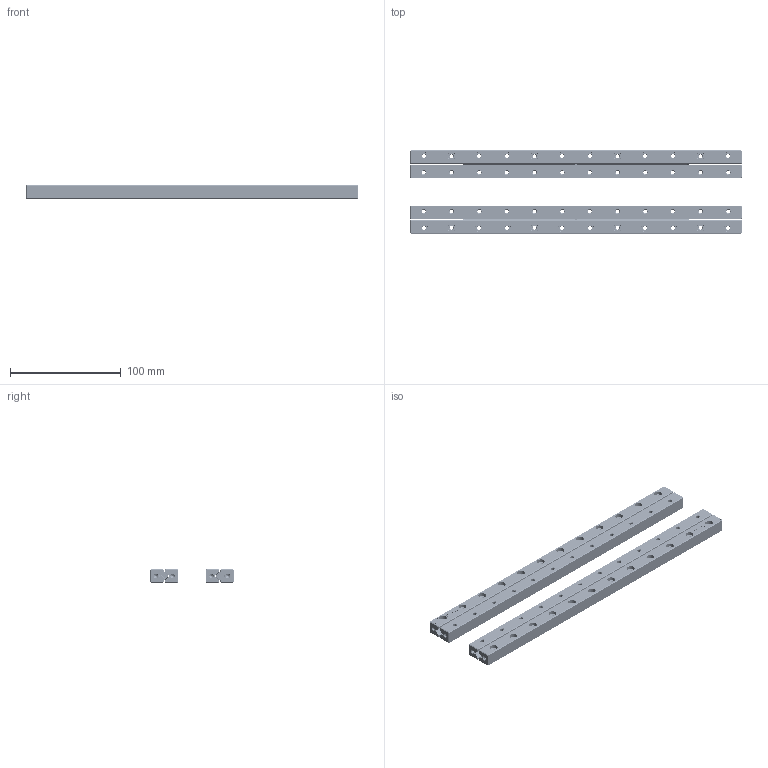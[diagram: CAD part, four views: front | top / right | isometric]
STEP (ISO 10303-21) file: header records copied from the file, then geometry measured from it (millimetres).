
FILE_DESCRIPTION(/* description */ (''),/* implementation_level */ '2;1');
FILE_NAME(/* name */ 'Set RNG-6300x28KRE-ACC_stp.stp',/* time_stamp */ '2025-05-14T09:05:53+02:00',/* author */ (''),/* organization */ (''),/* preprocessor_version */ 'ST-DEVELOPER v16.7',/* originating_system */ 'SIEMENS PLM Software NX 12.0',/* authorisation */ '');
FILE_SCHEMA (('AUTOMOTIVE_DESIGN { 1 0 10303 214 3 1 1 1 }'));
Products named in the file (1): Set RNG-6300x28KRE-ACC_stp
Bounding box: 300 x 75 x 12 mm (x, y, z)
Volume: 154878.5 mm3; surface area: 99575.6 mm2
Topology: 72 solids, 72 shells, 7809 faces, 21716 edges, 14299 vertices
Faces by surface type: plane 5280, cylinder 1292, bspline 584, cone 404, torus 125, extrusion 124
Full cylindrical faces by diameter (mm): 0.8 x240, 2 x8, 2.26 x8, 3.2 x8, 3.3 x48, 4 x56, 6 x56, 7 x48
Entity records: 263526 total; most frequent: CARTESIAN_POINT 61641, ORIENTED_EDGE 41368, DIRECTION 35838, EDGE_CURVE 20684, VECTOR 15892, LINE 15768, VERTEX_POINT 14164, AXIS2_PLACEMENT_3D 9973
